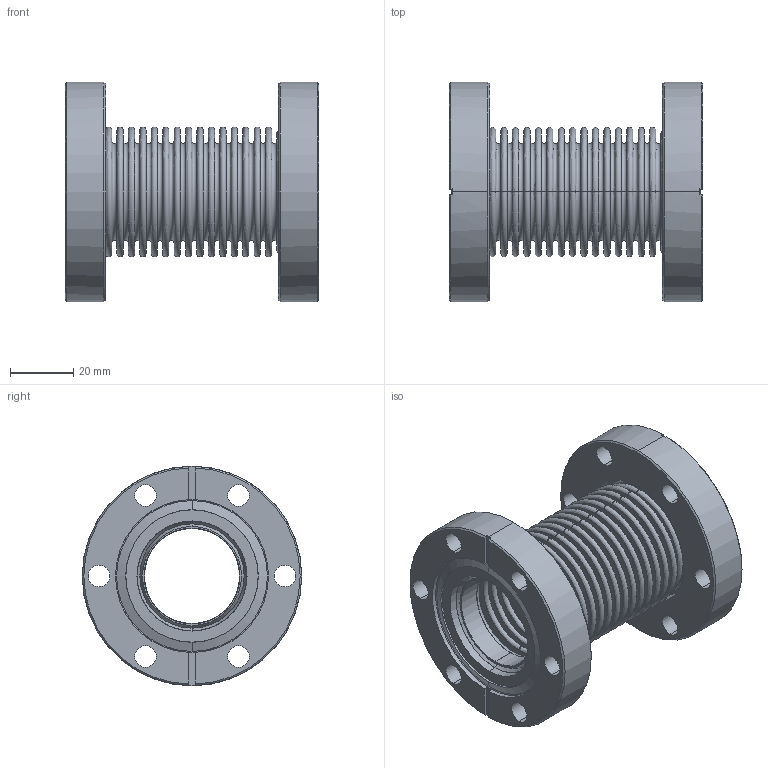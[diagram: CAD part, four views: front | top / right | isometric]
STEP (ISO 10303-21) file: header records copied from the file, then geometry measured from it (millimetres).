
FILE_DESCRIPTION( (''), '2;1');
FILE_NAME ('CAD716.3332.CF070-K_26015.stp','2017-05-12T14:09:55',(''),(''),'spGate 12.6.6','','');
FILE_SCHEMA (('AUTOMOTIVE_DESIGN'));
Length unit declared in the file: millimetre
Products named in the file (5): Assembly; CF70K-1; CF70K-2; CF70K-3; CF70K-4
Assembly tree (4 placements, depth 2):
  Assembly
    CF70K-1
    CF70K-2
    CF70K-3
    CF70K-4
Bounding box: 80 x 69.3 x 69.3 mm (x, y, z)
Volume: 68190.7 mm3; surface area: 74954.9 mm2
Topology: 4 solids, 4 shells, 315 faces, 690 edges, 454 vertices
Faces by surface type: bspline 170, plane 95, cylinder 50
Entity records: 18082 total; most frequent: CARTESIAN_POINT 5877, ORIENTED_EDGE 1380, DIRECTION 1210, COLOUR_RGB 1009, PRESENTATION_STYLE_ASSIGNMENT 1009, STYLED_ITEM 1009, EDGE_CURVE 690, DRAUGHTING_PRE_DEFINED_CURVE_FONT 690
